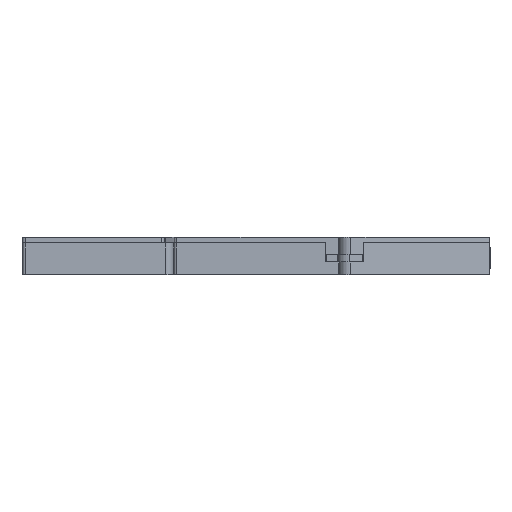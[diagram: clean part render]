
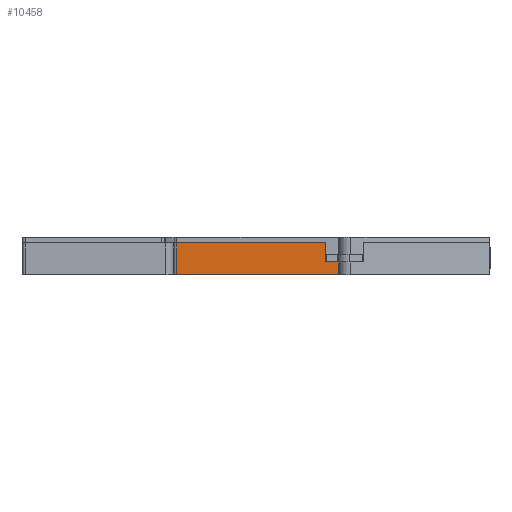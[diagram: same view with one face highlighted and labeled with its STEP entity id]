
A CAD part, front view. The second image highlights one B-rep face of the part: STEP entity #10458.
In plain terms, the highlighted planar face has unit normal (0, -1, 0).
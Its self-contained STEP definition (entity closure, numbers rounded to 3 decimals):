
#185 = VECTOR ( 'NONE', #22279, 1000. ) ;
#570 = CARTESIAN_POINT ( 'NONE',  ( 62.801, 6.7, 0. ) ) ;
#1028 = VERTEX_POINT ( 'NONE', #21285 ) ;
#1876 = LINE ( 'NONE', #16345, #3523 ) ;
#3094 = AXIS2_PLACEMENT_3D ( 'NONE', #20056, #12946, #19908 ) ;
#3523 = VECTOR ( 'NONE', #7792, 1000. ) ;
#3790 = EDGE_CURVE ( 'NONE', #8557, #18479, #14014, .T. ) ;
#3793 = EDGE_LOOP ( 'NONE', ( #17012, #18028, #16229, #12336, #6123, #18417 ) ) ;
#4793 = CARTESIAN_POINT ( 'NONE',  ( 29.864, 6.7, 71.491 ) ) ;
#4876 = LINE ( 'NONE', #4793, #185 ) ;
#5639 = VECTOR ( 'NONE', #8372, 1000. ) ;
#6123 = ORIENTED_EDGE ( 'NONE', *, *, #3790, .F. ) ;
#6634 = DIRECTION ( 'NONE',  ( 1., 0., 0. ) ) ;
#7642 = LINE ( 'NONE', #22351, #19145 ) ;
#7792 = DIRECTION ( 'NONE',  ( 0., 0., 1. ) ) ;
#8047 = LINE ( 'NONE', #17176, #5639 ) ;
#8152 = FACE_OUTER_BOUND ( 'NONE', #3793, .T. ) ;
#8183 = CARTESIAN_POINT ( 'NONE',  ( 29.864, 6.7, 0. ) ) ;
#8372 = DIRECTION ( 'NONE',  ( -1., 0., 0. ) ) ;
#8557 = VERTEX_POINT ( 'NONE', #18626 ) ;
#8603 = DIRECTION ( 'NONE',  ( 0., 0., -1. ) ) ;
#9617 = PLANE ( 'NONE',  #3094 ) ;
#9894 = VECTOR ( 'NONE', #8603, 1000. ) ;
#10458 = ADVANCED_FACE ( 'NONE', ( #8152 ), #9617, .F. ) ;
#10912 = CARTESIAN_POINT ( 'NONE',  ( 62.801, 6.7, 2.5 ) ) ;
#11779 = EDGE_CURVE ( 'NONE', #1028, #13539, #8047, .T. ) ;
#12328 = VECTOR ( 'NONE', #6634, 1000. ) ;
#12336 = ORIENTED_EDGE ( 'NONE', *, *, #15873, .F. ) ;
#12946 = DIRECTION ( 'NONE',  ( 0., 1., 0. ) ) ;
#13144 = EDGE_CURVE ( 'NONE', #14261, #14568, #7642, .T. ) ;
#13539 = VERTEX_POINT ( 'NONE', #16548 ) ;
#13779 = EDGE_CURVE ( 'NONE', #13539, #14261, #4876, .T. ) ;
#14014 = LINE ( 'NONE', #18344, #12328 ) ;
#14261 = VERTEX_POINT ( 'NONE', #8183 ) ;
#14568 = VERTEX_POINT ( 'NONE', #570 ) ;
#15873 = EDGE_CURVE ( 'NONE', #18479, #14568, #22290, .T. ) ;
#16229 = ORIENTED_EDGE ( 'NONE', *, *, #13144, .T. ) ;
#16345 = CARTESIAN_POINT ( 'NONE',  ( 58.701, 6.7, 71.491 ) ) ;
#16548 = CARTESIAN_POINT ( 'NONE',  ( 29.864, 6.7, 6.2 ) ) ;
#17012 = ORIENTED_EDGE ( 'NONE', *, *, #11779, .T. ) ;
#17176 = CARTESIAN_POINT ( 'NONE',  ( 29.205, 6.7, 6.2 ) ) ;
#18028 = ORIENTED_EDGE ( 'NONE', *, *, #13779, .T. ) ;
#18344 = CARTESIAN_POINT ( 'NONE',  ( 29.205, 6.7, 2.5 ) ) ;
#18417 = ORIENTED_EDGE ( 'NONE', *, *, #18646, .T. ) ;
#18479 = VERTEX_POINT ( 'NONE', #10912 ) ;
#18626 = CARTESIAN_POINT ( 'NONE',  ( 58.701, 6.7, 2.5 ) ) ;
#18646 = EDGE_CURVE ( 'NONE', #8557, #1028, #1876, .T. ) ;
#19099 = DIRECTION ( 'NONE',  ( 1., 0., 0. ) ) ;
#19145 = VECTOR ( 'NONE', #19099, 1000. ) ;
#19432 = CARTESIAN_POINT ( 'NONE',  ( 62.801, 6.7, 71.491 ) ) ;
#19908 = DIRECTION ( 'NONE',  ( 0., 0., 1. ) ) ;
#20056 = CARTESIAN_POINT ( 'NONE',  ( 29.205, 6.7, 71.491 ) ) ;
#21285 = CARTESIAN_POINT ( 'NONE',  ( 58.701, 6.7, 6.2 ) ) ;
#22279 = DIRECTION ( 'NONE',  ( 0., 0., -1. ) ) ;
#22290 = LINE ( 'NONE', #19432, #9894 ) ;
#22351 = CARTESIAN_POINT ( 'NONE',  ( 29.205, 6.7, 0. ) ) ;
